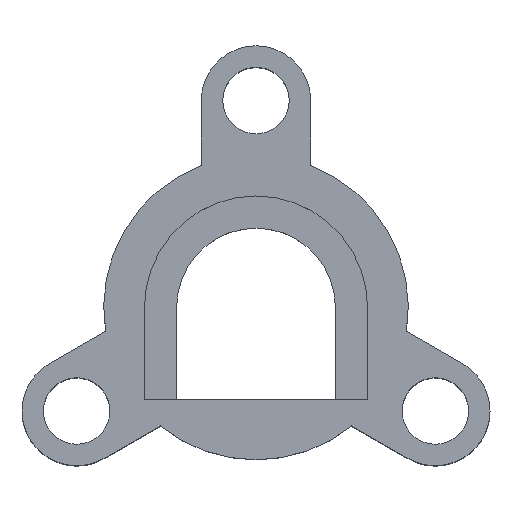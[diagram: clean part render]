
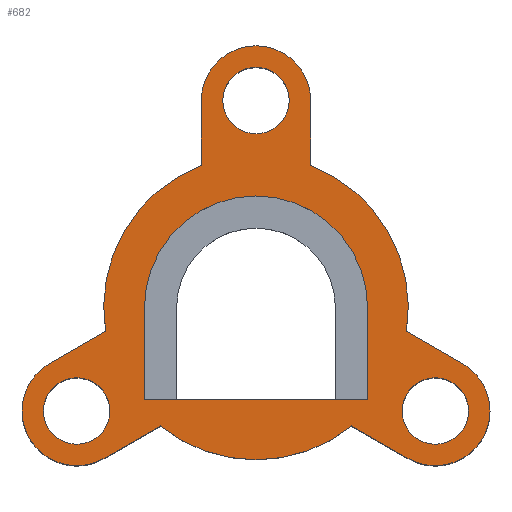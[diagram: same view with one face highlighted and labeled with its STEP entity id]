
A CAD part, top view. The second image highlights one B-rep face of the part: STEP entity #682.
In plain terms, the highlighted planar face has unit normal (0, 0, 1).
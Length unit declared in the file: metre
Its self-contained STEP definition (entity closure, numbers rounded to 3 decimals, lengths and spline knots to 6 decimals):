
#57=LINE('',#1038,#113);
#65=LINE('',#1063,#121);
#70=LINE('',#1081,#126);
#75=LINE('',#1098,#131);
#80=LINE('',#1116,#136);
#85=LINE('',#1133,#141);
#90=LINE('',#1151,#146);
#92=LINE('',#1177,#148);
#94=LINE('',#1183,#150);
#113=VECTOR('',#823,1.);
#121=VECTOR('',#837,1.);
#126=VECTOR('',#850,1.);
#131=VECTOR('',#861,1.);
#136=VECTOR('',#874,1.);
#141=VECTOR('',#885,1.);
#146=VECTOR('',#898,1.);
#148=VECTOR('',#926,1.);
#150=VECTOR('',#934,1.);
#285=ORIENTED_EDGE('',*,*,#390,.F.);
#286=ORIENTED_EDGE('',*,*,#393,.T.);
#287=ORIENTED_EDGE('',*,*,#398,.F.);
#288=ORIENTED_EDGE('',*,*,#400,.T.);
#289=ORIENTED_EDGE('',*,*,#405,.F.);
#290=ORIENTED_EDGE('',*,*,#408,.T.);
#291=ORIENTED_EDGE('',*,*,#413,.F.);
#292=ORIENTED_EDGE('',*,*,#415,.T.);
#293=ORIENTED_EDGE('',*,*,#420,.F.);
#294=ORIENTED_EDGE('',*,*,#423,.T.);
#295=ORIENTED_EDGE('',*,*,#428,.F.);
#296=ORIENTED_EDGE('',*,*,#435,.T.);
#297=ORIENTED_EDGE('',*,*,#433,.F.);
#298=ORIENTED_EDGE('',*,*,#431,.F.);
#299=ORIENTED_EDGE('',*,*,#429,.F.);
#300=ORIENTED_EDGE('',*,*,#380,.T.);
#301=ORIENTED_EDGE('',*,*,#438,.T.);
#302=ORIENTED_EDGE('',*,*,#440,.T.);
#303=ORIENTED_EDGE('',*,*,#441,.T.);
#380=EDGE_CURVE('',#477,#476,#57,.T.);
#390=EDGE_CURVE('',#482,#478,#65,.T.);
#393=EDGE_CURVE('',#482,#484,#528,.T.);
#398=EDGE_CURVE('',#487,#484,#70,.T.);
#400=EDGE_CURVE('',#487,#488,#529,.T.);
#405=EDGE_CURVE('',#492,#488,#75,.T.);
#408=EDGE_CURVE('',#492,#494,#531,.T.);
#413=EDGE_CURVE('',#497,#494,#80,.T.);
#415=EDGE_CURVE('',#497,#498,#532,.T.);
#420=EDGE_CURVE('',#502,#498,#85,.T.);
#423=EDGE_CURVE('',#502,#504,#534,.T.);
#428=EDGE_CURVE('',#507,#504,#90,.T.);
#429=EDGE_CURVE('',#508,#508,#535,.T.);
#431=EDGE_CURVE('',#510,#510,#537,.T.);
#433=EDGE_CURVE('',#512,#512,#539,.T.);
#435=EDGE_CURVE('',#507,#478,#541,.T.);
#438=EDGE_CURVE('',#476,#514,#92,.T.);
#440=EDGE_CURVE('',#514,#515,#542,.T.);
#441=EDGE_CURVE('',#515,#477,#94,.T.);
#476=VERTEX_POINT('',#1037);
#477=VERTEX_POINT('',#1039);
#478=VERTEX_POINT('',#1051);
#482=VERTEX_POINT('',#1062);
#484=VERTEX_POINT('',#1068);
#487=VERTEX_POINT('',#1080);
#488=VERTEX_POINT('',#1084);
#492=VERTEX_POINT('',#1097);
#494=VERTEX_POINT('',#1103);
#497=VERTEX_POINT('',#1115);
#498=VERTEX_POINT('',#1119);
#502=VERTEX_POINT('',#1132);
#504=VERTEX_POINT('',#1138);
#507=VERTEX_POINT('',#1150);
#508=VERTEX_POINT('',#1154);
#510=VERTEX_POINT('',#1159);
#512=VERTEX_POINT('',#1164);
#514=VERTEX_POINT('',#1176);
#515=VERTEX_POINT('',#1180);
#528=CIRCLE('',#725,0.00255);
#529=CIRCLE('',#728,0.0071);
#531=CIRCLE('',#732,0.00255);
#532=CIRCLE('',#735,0.0071);
#534=CIRCLE('',#739,0.00255);
#535=CIRCLE('',#742,0.00155);
#537=CIRCLE('',#745,0.00155);
#539=CIRCLE('',#748,0.00155);
#541=CIRCLE('',#751,0.0071);
#542=CIRCLE('',#755,0.0052);
#577=EDGE_LOOP('',(#285,#286,#287,#288,#289,#290,#291,#292,#293,#294,#295,
#296));
#578=EDGE_LOOP('',(#297));
#579=EDGE_LOOP('',(#298));
#580=EDGE_LOOP('',(#299));
#581=EDGE_LOOP('',(#300,#301,#302,#303));
#622=FACE_BOUND('',#577,.T.);
#623=FACE_BOUND('',#578,.T.);
#624=FACE_BOUND('',#579,.T.);
#625=FACE_BOUND('',#580,.T.);
#626=FACE_BOUND('',#581,.T.);
#653=PLANE('',#757);
#682=ADVANCED_FACE('',(#622,#623,#624,#625,#626),#653,.T.);
#725=AXIS2_PLACEMENT_3D('',#1069,#843,#844);
#728=AXIS2_PLACEMENT_3D('',#1085,#854,#855);
#732=AXIS2_PLACEMENT_3D('',#1104,#867,#868);
#735=AXIS2_PLACEMENT_3D('',#1120,#878,#879);
#739=AXIS2_PLACEMENT_3D('',#1139,#891,#892);
#742=AXIS2_PLACEMENT_3D('',#1153,#901,#902);
#745=AXIS2_PLACEMENT_3D('',#1158,#907,#908);
#748=AXIS2_PLACEMENT_3D('',#1163,#913,#914);
#751=AXIS2_PLACEMENT_3D('',#1168,#919,#920);
#755=AXIS2_PLACEMENT_3D('',#1181,#930,#931);
#757=AXIS2_PLACEMENT_3D('',#1184,#935,#936);
#823=DIRECTION('',(-1.,0.,0.));
#837=DIRECTION('',(0.,-1.,0.));
#843=DIRECTION('',(0.,0.,1.));
#844=DIRECTION('',(1.,0.,0.));
#850=DIRECTION('',(0.,1.,0.));
#854=DIRECTION('',(0.,0.,1.));
#855=DIRECTION('',(1.,0.,0.));
#861=DIRECTION('',(0.866,0.5,0.));
#867=DIRECTION('',(0.,0.,1.));
#868=DIRECTION('',(1.,0.,0.));
#874=DIRECTION('',(-0.866,-0.5,0.));
#878=DIRECTION('',(0.,0.,1.));
#879=DIRECTION('',(1.,0.,0.));
#885=DIRECTION('',(-0.866,0.5,0.));
#891=DIRECTION('',(0.,0.,1.));
#892=DIRECTION('',(1.,0.,0.));
#898=DIRECTION('',(0.866,-0.5,0.));
#901=DIRECTION('',(0.,0.,1.));
#902=DIRECTION('',(1.,0.,0.));
#907=DIRECTION('',(0.,0.,1.));
#908=DIRECTION('',(1.,0.,0.));
#913=DIRECTION('',(0.,0.,1.));
#914=DIRECTION('',(1.,0.,0.));
#919=DIRECTION('',(0.,0.,1.));
#920=DIRECTION('',(1.,0.,0.));
#926=DIRECTION('',(0.,1.,0.));
#930=DIRECTION('',(0.,0.,-1.));
#931=DIRECTION('',(1.,0.,0.));
#934=DIRECTION('',(0.,-1.,0.));
#935=DIRECTION('',(0.,0.,1.));
#936=DIRECTION('',(1.,0.,0.));
#1037=CARTESIAN_POINT('',(-0.0052,-0.0043,0.021775));
#1038=CARTESIAN_POINT('',(0.,-0.0043,0.021775));
#1039=CARTESIAN_POINT('',(0.0052,-0.0043,0.021775));
#1051=CARTESIAN_POINT('',(0.00255,0.006626,0.021775));
#1062=CARTESIAN_POINT('',(0.00255,0.00965,0.021775));
#1063=CARTESIAN_POINT('',(0.00255,0.008138,0.021775));
#1068=CARTESIAN_POINT('',(-0.00255,0.00965,0.021775));
#1069=CARTESIAN_POINT('',(0.,0.00965,0.021775));
#1080=CARTESIAN_POINT('',(-0.00255,0.006626,0.021775));
#1081=CARTESIAN_POINT('',(-0.00255,0.008138,0.021775));
#1084=CARTESIAN_POINT('',(-0.007014,-0.001105,0.021775));
#1085=CARTESIAN_POINT('',(0.,0.,0.021775));
#1097=CARTESIAN_POINT('',(-0.009632,-0.002617,0.021775));
#1098=CARTESIAN_POINT('',(-0.008323,-0.001861,0.021775));
#1103=CARTESIAN_POINT('',(-0.007082,-0.007033,0.021775));
#1104=CARTESIAN_POINT('',(-0.008357,-0.004825,0.021775));
#1115=CARTESIAN_POINT('',(-0.004464,-0.005522,0.021775));
#1116=CARTESIAN_POINT('',(-0.005773,-0.006277,0.021775));
#1119=CARTESIAN_POINT('',(0.004464,-0.005522,0.021775));
#1120=CARTESIAN_POINT('',(0.,0.,0.021775));
#1132=CARTESIAN_POINT('',(0.007082,-0.007033,0.021775));
#1133=CARTESIAN_POINT('',(0.005773,-0.006277,0.021775));
#1138=CARTESIAN_POINT('',(0.009632,-0.002617,0.021775));
#1139=CARTESIAN_POINT('',(0.008357,-0.004825,0.021775));
#1150=CARTESIAN_POINT('',(0.007014,-0.001105,0.021775));
#1151=CARTESIAN_POINT('',(0.008323,-0.001861,0.021775));
#1153=CARTESIAN_POINT('',(0.008357,-0.004825,0.021775));
#1154=CARTESIAN_POINT('',(0.009907,-0.004825,0.021775));
#1158=CARTESIAN_POINT('',(-0.008357,-0.004825,0.021775));
#1159=CARTESIAN_POINT('',(-0.006807,-0.004825,0.021775));
#1163=CARTESIAN_POINT('',(0.,0.00965,0.021775));
#1164=CARTESIAN_POINT('',(0.00155,0.00965,0.021775));
#1168=CARTESIAN_POINT('',(0.,0.,0.021775));
#1176=CARTESIAN_POINT('',(-0.0052,0.,0.021775));
#1177=CARTESIAN_POINT('',(-0.0052,-0.00215,0.021775));
#1180=CARTESIAN_POINT('',(0.0052,0.,0.021775));
#1181=CARTESIAN_POINT('',(0.,0.,0.021775));
#1183=CARTESIAN_POINT('',(0.0052,-0.00215,0.021775));
#1184=CARTESIAN_POINT('',(0.,0.002413,0.021775));
